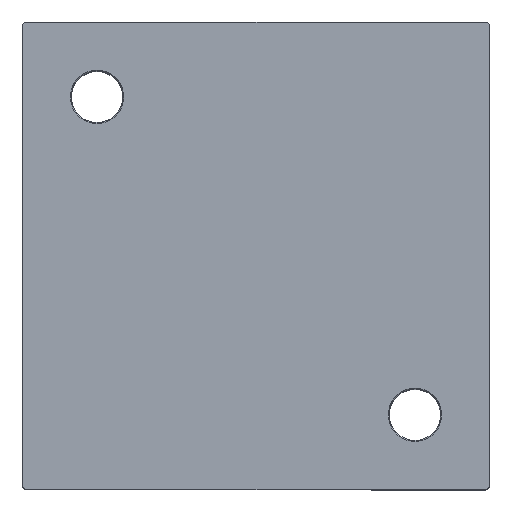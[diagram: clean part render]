
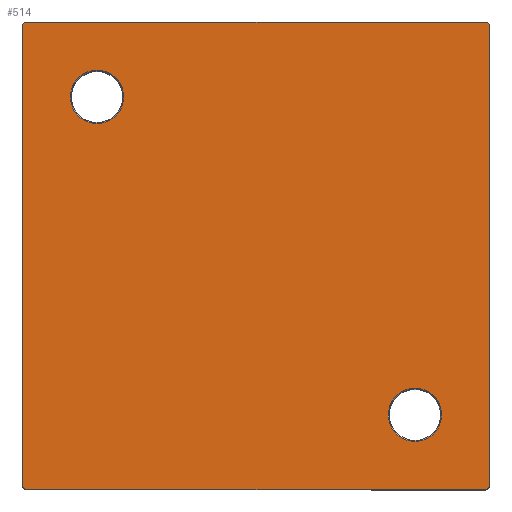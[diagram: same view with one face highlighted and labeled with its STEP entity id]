
A CAD part, top view. The second image highlights one B-rep face of the part: STEP entity #514.
In plain terms, the highlighted planar face has unit normal (0, 0, 1).
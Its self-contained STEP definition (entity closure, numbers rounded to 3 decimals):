
#45 = VERTEX_POINT ( 'NONE', #1330 ) ;
#76 = VERTEX_POINT ( 'NONE', #974 ) ;
#79 = CARTESIAN_POINT ( 'NONE',  ( -24.5, -25., 15. ) ) ;
#82 = EDGE_LOOP ( 'NONE', ( #219, #1295 ) ) ;
#95 = AXIS2_PLACEMENT_3D ( 'NONE', #1411, #352, #1172 ) ;
#128 = EDGE_LOOP ( 'NONE', ( #1401, #1100 ) ) ;
#135 = CARTESIAN_POINT ( 'NONE',  ( 19.85, -17., 15. ) ) ;
#141 = VERTEX_POINT ( 'NONE', #1115 ) ;
#142 = CARTESIAN_POINT ( 'NONE',  ( 24.5, 24.5, 15. ) ) ;
#147 = DIRECTION ( 'NONE',  ( -1., 0., 0. ) ) ;
#149 = CIRCLE ( 'NONE', #360, 0.5 ) ;
#175 = EDGE_CURVE ( 'NONE', #496, #1502, #1174, .T. ) ;
#219 = ORIENTED_EDGE ( 'NONE', *, *, #175, .T. ) ;
#241 = PLANE ( 'NONE',  #1517 ) ;
#254 = DIRECTION ( 'NONE',  ( 0., 0., -1. ) ) ;
#256 = VERTEX_POINT ( 'NONE', #663 ) ;
#287 = FACE_BOUND ( 'NONE', #128, .T. ) ;
#290 = CARTESIAN_POINT ( 'NONE',  ( -17., 17., 15. ) ) ;
#304 = DIRECTION ( 'NONE',  ( -1., 0., 0. ) ) ;
#324 = CARTESIAN_POINT ( 'NONE',  ( -24.5, -24.5, 15. ) ) ;
#332 = CARTESIAN_POINT ( 'NONE',  ( -24.5, 25., 15. ) ) ;
#352 = DIRECTION ( 'NONE',  ( 0., 0., -1. ) ) ;
#360 = AXIS2_PLACEMENT_3D ( 'NONE', #1496, #555, #893 ) ;
#388 = CARTESIAN_POINT ( 'NONE',  ( -24.5, -25., 15. ) ) ;
#420 = EDGE_LOOP ( 'NONE', ( #1385, #1043, #1160, #593, #1253, #501, #1480, #1424 ) ) ;
#421 = LINE ( 'NONE', #453, #657 ) ;
#448 = CARTESIAN_POINT ( 'NONE',  ( 24.5, 25., 15. ) ) ;
#453 = CARTESIAN_POINT ( 'NONE',  ( 25., 24.5, 15. ) ) ;
#481 = VERTEX_POINT ( 'NONE', #135 ) ;
#496 = VERTEX_POINT ( 'NONE', #712 ) ;
#501 = ORIENTED_EDGE ( 'NONE', *, *, #1124, .F. ) ;
#514 = ADVANCED_FACE ( 'NONE', ( #287, #1110, #868 ), #241, .F. ) ;
#532 = VERTEX_POINT ( 'NONE', #1118 ) ;
#538 = AXIS2_PLACEMENT_3D ( 'NONE', #1353, #1487, #304 ) ;
#552 = EDGE_CURVE ( 'NONE', #45, #256, #1402, .T. ) ;
#555 = DIRECTION ( 'NONE',  ( 0., 0., -1. ) ) ;
#565 = EDGE_CURVE ( 'NONE', #1047, #45, #604, .T. ) ;
#575 = DIRECTION ( 'NONE',  ( 0., -1., 0. ) ) ;
#593 = ORIENTED_EDGE ( 'NONE', *, *, #552, .F. ) ;
#600 = CIRCLE ( 'NONE', #697, 2.85 ) ;
#604 = CIRCLE ( 'NONE', #614, 0.5 ) ;
#609 = CARTESIAN_POINT ( 'NONE',  ( -24.5, 24.5, 15. ) ) ;
#614 = AXIS2_PLACEMENT_3D ( 'NONE', #324, #1380, #1024 ) ;
#637 = CIRCLE ( 'NONE', #538, 2.85 ) ;
#655 = AXIS2_PLACEMENT_3D ( 'NONE', #290, #867, #1121 ) ;
#657 = VECTOR ( 'NONE', #575, 1000. ) ;
#659 = CARTESIAN_POINT ( 'NONE',  ( -25., 24.5, 15. ) ) ;
#660 = DIRECTION ( 'NONE',  ( 1., 0., 0. ) ) ;
#663 = CARTESIAN_POINT ( 'NONE',  ( -25., 24.5, 15. ) ) ;
#665 = VERTEX_POINT ( 'NONE', #332 ) ;
#683 = CARTESIAN_POINT ( 'NONE',  ( 24.5, -25., 15. ) ) ;
#687 = EDGE_CURVE ( 'NONE', #141, #532, #421, .T. ) ;
#697 = AXIS2_PLACEMENT_3D ( 'NONE', #1195, #254, #1312 ) ;
#712 = CARTESIAN_POINT ( 'NONE',  ( -14.15, 17., 15. ) ) ;
#715 = DIRECTION ( 'NONE',  ( -1., 0., 0. ) ) ;
#721 = VERTEX_POINT ( 'NONE', #683 ) ;
#732 = EDGE_CURVE ( 'NONE', #532, #721, #1493, .T. ) ;
#758 = VECTOR ( 'NONE', #1016, 1000. ) ;
#795 = DIRECTION ( 'NONE',  ( -1., 0., 0. ) ) ;
#804 = LINE ( 'NONE', #79, #1078 ) ;
#860 = EDGE_CURVE ( 'NONE', #481, #76, #600, .T. ) ;
#863 = VECTOR ( 'NONE', #660, 1000. ) ;
#867 = DIRECTION ( 'NONE',  ( 0., 0., -1. ) ) ;
#868 = FACE_OUTER_BOUND ( 'NONE', #420, .T. ) ;
#878 = AXIS2_PLACEMENT_3D ( 'NONE', #609, #1056, #147 ) ;
#890 = CIRCLE ( 'NONE', #1182, 2.85 ) ;
#893 = DIRECTION ( 'NONE',  ( -1., 0., 0. ) ) ;
#938 = EDGE_CURVE ( 'NONE', #256, #665, #1510, .T. ) ;
#944 = DIRECTION ( 'NONE',  ( 0., 0., -1. ) ) ;
#974 = CARTESIAN_POINT ( 'NONE',  ( 14.15, -17., 15. ) ) ;
#1016 = DIRECTION ( 'NONE',  ( 0., 1., 0. ) ) ;
#1024 = DIRECTION ( 'NONE',  ( 1., 0., 0. ) ) ;
#1043 = ORIENTED_EDGE ( 'NONE', *, *, #1377, .F. ) ;
#1047 = VERTEX_POINT ( 'NONE', #388 ) ;
#1056 = DIRECTION ( 'NONE',  ( 0., 0., -1. ) ) ;
#1078 = VECTOR ( 'NONE', #1264, 1000. ) ;
#1100 = ORIENTED_EDGE ( 'NONE', *, *, #1382, .T. ) ;
#1110 = FACE_BOUND ( 'NONE', #82, .T. ) ;
#1115 = CARTESIAN_POINT ( 'NONE',  ( 25., 24.5, 15. ) ) ;
#1118 = CARTESIAN_POINT ( 'NONE',  ( 25., -24.5, 15. ) ) ;
#1121 = DIRECTION ( 'NONE',  ( -1., 0., 0. ) ) ;
#1124 = EDGE_CURVE ( 'NONE', #721, #1047, #804, .T. ) ;
#1133 = VERTEX_POINT ( 'NONE', #448 ) ;
#1139 = CARTESIAN_POINT ( 'NONE',  ( -19.85, 17., 15. ) ) ;
#1141 = EDGE_CURVE ( 'NONE', #1502, #496, #890, .T. ) ;
#1142 = DIRECTION ( 'NONE',  ( 0., 0., -1. ) ) ;
#1160 = ORIENTED_EDGE ( 'NONE', *, *, #938, .F. ) ;
#1164 = EDGE_CURVE ( 'NONE', #1133, #141, #149, .T. ) ;
#1172 = DIRECTION ( 'NONE',  ( 1., 0., 0. ) ) ;
#1174 = CIRCLE ( 'NONE', #655, 2.85 ) ;
#1182 = AXIS2_PLACEMENT_3D ( 'NONE', #1251, #1142, #795 ) ;
#1195 = CARTESIAN_POINT ( 'NONE',  ( 17., -17., 15. ) ) ;
#1243 = LINE ( 'NONE', #1376, #863 ) ;
#1251 = CARTESIAN_POINT ( 'NONE',  ( -17., 17., 15. ) ) ;
#1253 = ORIENTED_EDGE ( 'NONE', *, *, #565, .F. ) ;
#1264 = DIRECTION ( 'NONE',  ( -1., 0., 0. ) ) ;
#1295 = ORIENTED_EDGE ( 'NONE', *, *, #1141, .T. ) ;
#1312 = DIRECTION ( 'NONE',  ( -1., 0., 0. ) ) ;
#1330 = CARTESIAN_POINT ( 'NONE',  ( -25., -24.5, 15. ) ) ;
#1353 = CARTESIAN_POINT ( 'NONE',  ( 17., -17., 15. ) ) ;
#1376 = CARTESIAN_POINT ( 'NONE',  ( -24.5, 25., 15. ) ) ;
#1377 = EDGE_CURVE ( 'NONE', #665, #1133, #1243, .T. ) ;
#1380 = DIRECTION ( 'NONE',  ( 0., 0., -1. ) ) ;
#1382 = EDGE_CURVE ( 'NONE', #76, #481, #637, .T. ) ;
#1385 = ORIENTED_EDGE ( 'NONE', *, *, #1164, .F. ) ;
#1401 = ORIENTED_EDGE ( 'NONE', *, *, #860, .T. ) ;
#1402 = LINE ( 'NONE', #659, #758 ) ;
#1411 = CARTESIAN_POINT ( 'NONE',  ( 24.5, -24.5, 15. ) ) ;
#1424 = ORIENTED_EDGE ( 'NONE', *, *, #687, .F. ) ;
#1480 = ORIENTED_EDGE ( 'NONE', *, *, #732, .F. ) ;
#1487 = DIRECTION ( 'NONE',  ( 0., 0., -1. ) ) ;
#1493 = CIRCLE ( 'NONE', #95, 0.5 ) ;
#1496 = CARTESIAN_POINT ( 'NONE',  ( 24.5, 24.5, 15. ) ) ;
#1502 = VERTEX_POINT ( 'NONE', #1139 ) ;
#1510 = CIRCLE ( 'NONE', #878, 0.5 ) ;
#1517 = AXIS2_PLACEMENT_3D ( 'NONE', #142, #944, #715 ) ;
